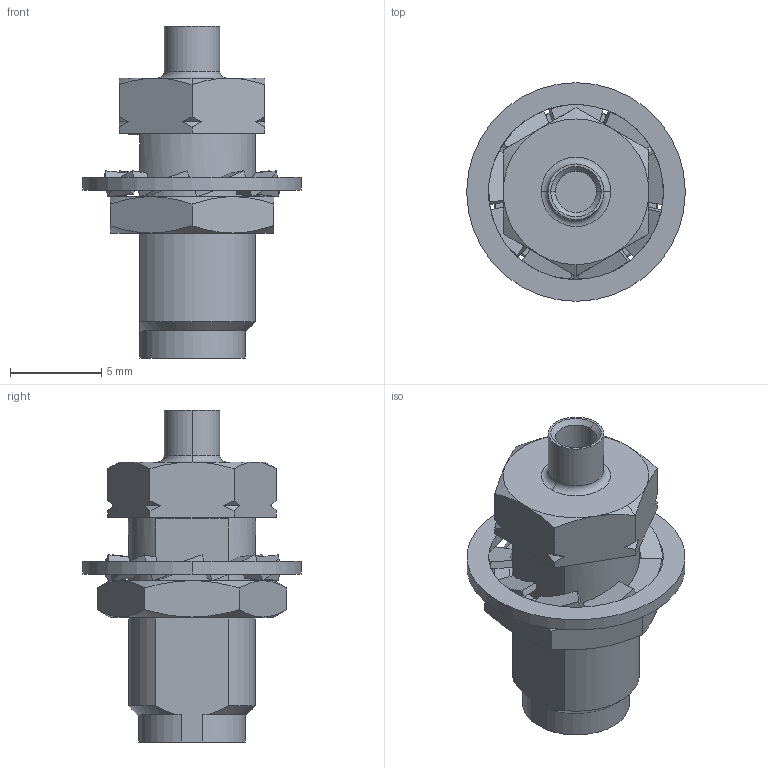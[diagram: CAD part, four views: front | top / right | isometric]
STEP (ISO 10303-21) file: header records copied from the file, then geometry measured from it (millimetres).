
FILE_DESCRIPTION (( 'STEP AP203' ), '1' );
FILE_NAME ('R327.316.000A.STEP', '2015-04-03T13:44:03', ( '' ), ( '' ), 'SwSTEP 2.0', 'SolidWorks 2014', '' );
FILE_SCHEMA (( 'CONFIG_CONTROL_DESIGN' ));
Length unit declared in the file: metre
Products named in the file (1): R327.316.000A
Bounding box: 12 x 12 x 18.23 mm (x, y, z)
Volume: 660.9 mm3; surface area: 862.5 mm2
Topology: 2 solids, 2 shells, 178 faces, 443 edges, 274 vertices
Faces by surface type: cylinder 71, plane 62, cone 43, torus 2
Entity records: 5534 total; most frequent: CARTESIAN_POINT 1436, ORIENTED_EDGE 886, DIRECTION 812, EDGE_CURVE 443, AXIS2_PLACEMENT_3D 330, VERTEX_POINT 274, EDGE_LOOP 187, FACE_OUTER_BOUND 178
